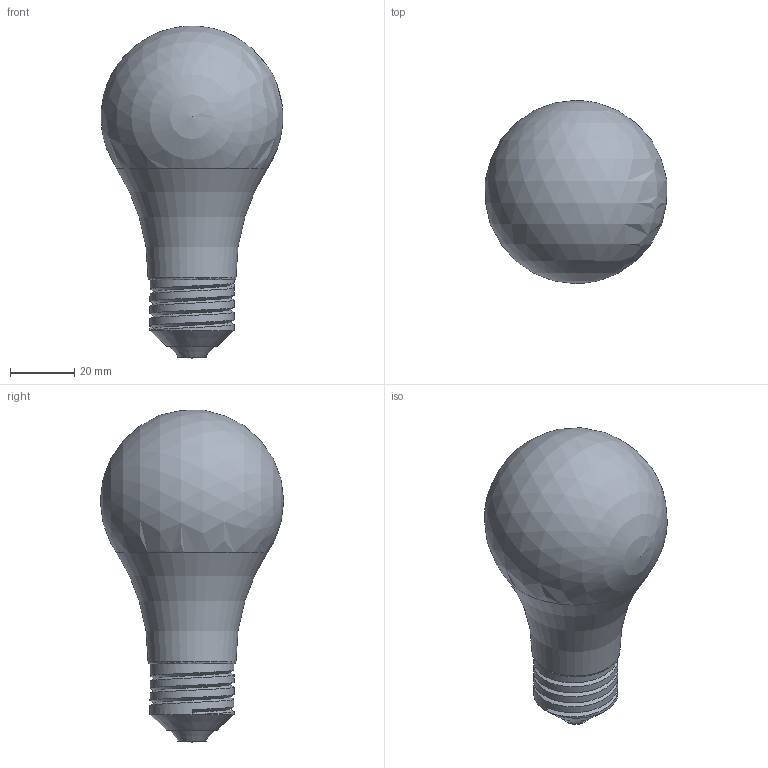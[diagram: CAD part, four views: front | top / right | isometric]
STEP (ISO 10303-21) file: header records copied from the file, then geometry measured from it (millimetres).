
FILE_DESCRIPTION(/* description */ ('STEP AP242','CAx-IF Rec.Pracs.---Representation and Presentation of Product Manufacturing Information (PMI)---4.0---2014-10-13','CAx-IF Rec.Pracs.---3D Tessellated Geometry---0.4---2014-09-14','2;1'),/* implementation_level */ '2;1');
FILE_NAME(/* name */ '66b3628b00147d2c44e0c99b',/* time_stamp */ '2024-08-07T12:03:23Z',/* author */ (''),/* organization */ (''),/* preprocessor_version */ 'ST-DEVELOPER v20',/* originating_system */ ' ',/* authorisation */ ' ');
FILE_SCHEMA (('AP242_MANAGED_MODEL_BASED_3D_ENGINEERING_MIM_LF { 1 0 10303 442 1 1 4 }'));
Length unit declared in the file: metre
Products named in the file (1): Part 1
Bounding box: 56.73 x 57.15 x 103.51 mm (x, y, z)
Volume: 127743.9 mm3; surface area: 14368 mm2
Topology: 1 solids, 1 shells, 18 faces, 44 edges, 26 vertices
Faces by surface type: cone 7, cylinder 4, bspline 2, plane 2, torus 2, sphere 1
Full cylindrical faces by diameter (mm): 26.198 x4
Entity records: 3552 total; most frequent: CARTESIAN_POINT 3191, DIRECTION 52, ORIENTED_EDGE 38, FACE_BOUND 26, EDGE_LOOP 25, AXIS2_PLACEMENT_3D 24, EDGE_CURVE 19, VERTEX_POINT 17
